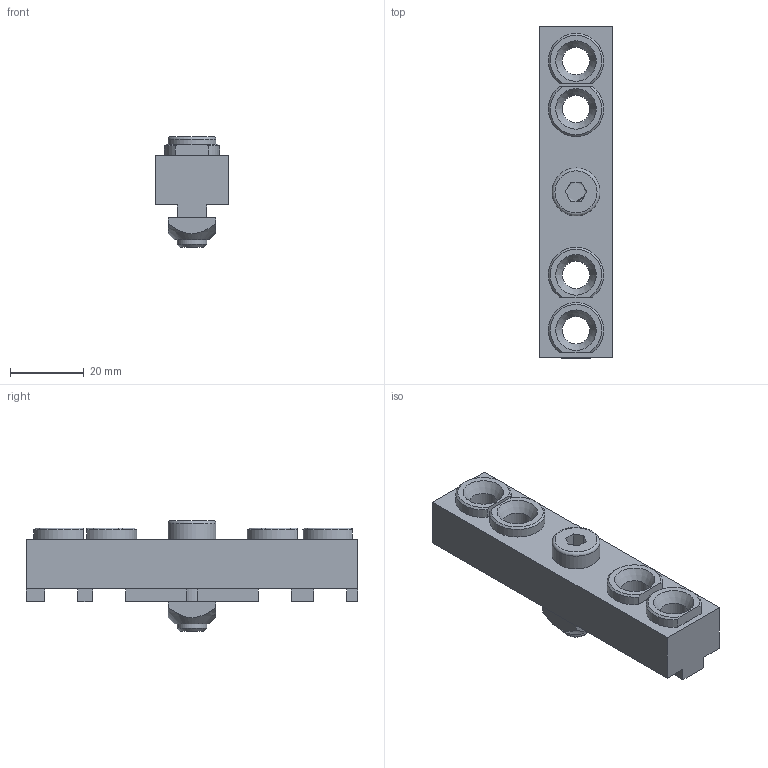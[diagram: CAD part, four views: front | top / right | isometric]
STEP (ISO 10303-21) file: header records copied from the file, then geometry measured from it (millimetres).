
FILE_DESCRIPTION(/* description */ (''),/* implementation_level */ '2;1');
FILE_NAME(/* name */ '990017.stp',/* time_stamp */ '2019-01-19T07:12:51+01:00',/* author */ ('Coufal'),/* organization */ ('Alutec K&K'),/* preprocessor_version */ 'ST-DEVELOPER v17',/* originating_system */ 'Autodesk Inventor 2018',/* authorisation */ '');
FILE_SCHEMA (('AUTOMOTIVE_DESIGN { 1 0 10303 214 3 1 1 }'));
Length unit declared in the file: millimetre
Products named in the file (6): 990017; 990017_01; 990017_02; 200825-210800; 200825; 210800
Assembly tree (8 placements, depth 3):
  990017
    990017_01
    990017_02  x4
    200825-210800
      200825
      210800
Bounding box: 20 x 90 x 30 mm (x, y, z)
Volume: 24763.3 mm3; surface area: 14405.6 mm2
Topology: 7 solids, 7 shells, 94 faces, 262 edges, 178 vertices
Faces by surface type: plane 56, cylinder 20, cone 16, torus 2
Full cylindrical faces by diameter (mm): 6.647 x1, 7.5 x4, 8 x1, 8.5 x1, 12 x8, 13 x1
Entity records: 2406 total; most frequent: CARTESIAN_POINT 419, DIRECTION 395, ORIENTED_EDGE 372, EDGE_CURVE 186, AXIS2_PLACEMENT_3D 145, VERTEX_POINT 127, LINE 105, VECTOR 105
